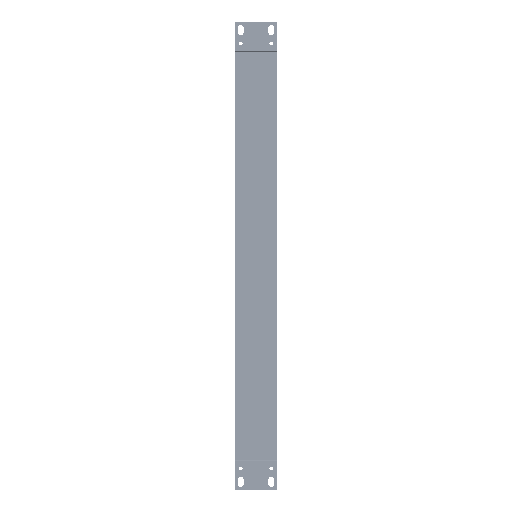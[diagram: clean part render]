
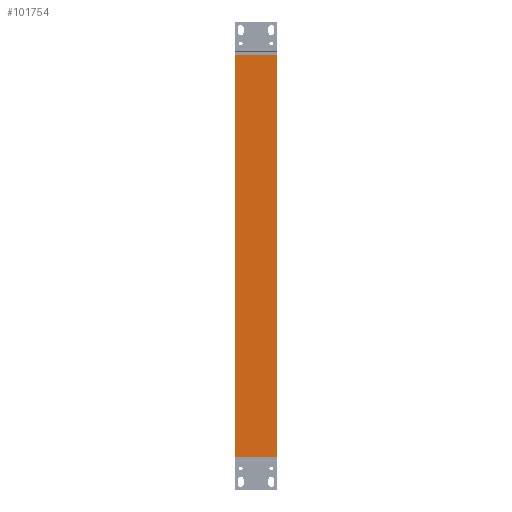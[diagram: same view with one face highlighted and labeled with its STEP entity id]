
A CAD part, top view. The second image highlights one B-rep face of the part: STEP entity #101754.
In plain terms, the highlighted planar face has unit normal (0, 0, 1).
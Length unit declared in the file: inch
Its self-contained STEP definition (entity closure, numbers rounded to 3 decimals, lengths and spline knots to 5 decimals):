
#10998 = CARTESIAN_POINT ( 'NONE',  ( 0.69241, -0.18853, 18. ) ) ;
#15539 = DIRECTION ( 'NONE',  ( 0., -1., 0. ) ) ;
#16929 = ORIENTED_EDGE ( 'NONE', *, *, #106836, .T. ) ;
#17753 = ORIENTED_EDGE ( 'NONE', *, *, #118061, .T. ) ;
#18900 = LINE ( 'NONE', #66774, #54724 ) ;
#25635 = VECTOR ( 'NONE', #127446, 39.37008 ) ;
#28273 = CARTESIAN_POINT ( 'NONE',  ( -1.02759, -0.18853, 18. ) ) ;
#30897 = VECTOR ( 'NONE', #38045, 39.37008 ) ;
#31850 = LINE ( 'NONE', #79692, #25635 ) ;
#37597 = CARTESIAN_POINT ( 'NONE',  ( 0.69241, -0.18853, 18. ) ) ;
#38045 = DIRECTION ( 'NONE',  ( -1., 0., 0. ) ) ;
#43624 = ORIENTED_EDGE ( 'NONE', *, *, #106011, .T. ) ;
#45301 = VERTEX_POINT ( 'NONE', #10998 ) ;
#49855 = LINE ( 'NONE', #97600, #30897 ) ;
#52475 = PLANE ( 'NONE',  #61397 ) ;
#54724 = VECTOR ( 'NONE', #123937, 39.37008 ) ;
#55019 = ORIENTED_EDGE ( 'NONE', *, *, #150421, .T. ) ;
#55874 = CARTESIAN_POINT ( 'NONE',  ( 0.69241, 16.16186, 18. ) ) ;
#61397 = AXIS2_PLACEMENT_3D ( 'NONE', #37597, #73725, #15539 ) ;
#66774 = CARTESIAN_POINT ( 'NONE',  ( 0.69241, -0.18853, 18. ) ) ;
#73725 = DIRECTION ( 'NONE',  ( 0., 0., 1. ) ) ;
#79692 = CARTESIAN_POINT ( 'NONE',  ( -1.02759, -0.18853, 18. ) ) ;
#94720 = LINE ( 'NONE', #106480, #100235 ) ;
#97600 = CARTESIAN_POINT ( 'NONE',  ( 0.69241, 16.16186, 18. ) ) ;
#100235 = VECTOR ( 'NONE', #105696, 39.37008 ) ;
#101754 = ADVANCED_FACE ( 'NONE', ( #135494 ), #52475, .T. ) ;
#105696 = DIRECTION ( 'NONE',  ( 0., 1., 0. ) ) ;
#106011 = EDGE_CURVE ( 'NONE', #45301, #150031, #94720, .T. ) ;
#106426 = CARTESIAN_POINT ( 'NONE',  ( -1.02759, 16.16186, 18. ) ) ;
#106480 = CARTESIAN_POINT ( 'NONE',  ( 0.69241, -0.18853, 18. ) ) ;
#106836 = EDGE_CURVE ( 'NONE', #125506, #127357, #31850, .T. ) ;
#118061 = EDGE_CURVE ( 'NONE', #127357, #45301, #18900, .T. ) ;
#123937 = DIRECTION ( 'NONE',  ( 1., 0., 0. ) ) ;
#125506 = VERTEX_POINT ( 'NONE', #106426 ) ;
#127357 = VERTEX_POINT ( 'NONE', #28273 ) ;
#127446 = DIRECTION ( 'NONE',  ( 0., -1., 0. ) ) ;
#131337 = EDGE_LOOP ( 'NONE', ( #43624, #55019, #16929, #17753 ) ) ;
#135494 = FACE_OUTER_BOUND ( 'NONE', #131337, .T. ) ;
#150031 = VERTEX_POINT ( 'NONE', #55874 ) ;
#150421 = EDGE_CURVE ( 'NONE', #150031, #125506, #49855, .T. ) ;
